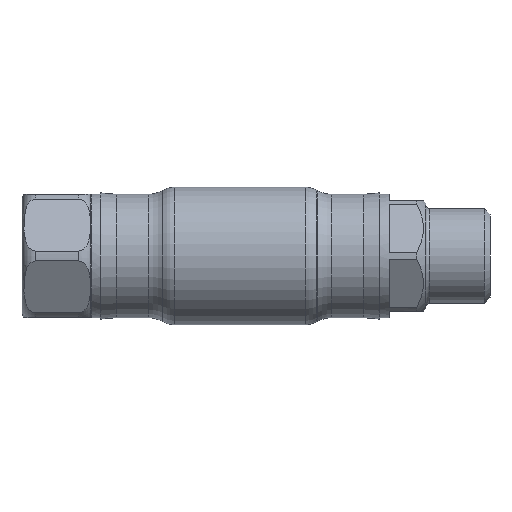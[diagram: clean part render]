
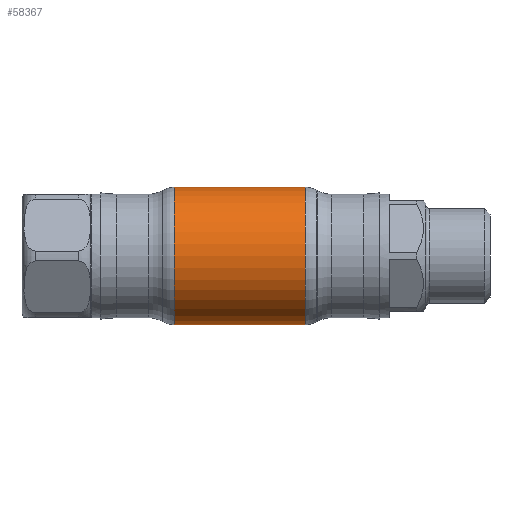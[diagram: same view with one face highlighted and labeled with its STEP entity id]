
A CAD part, front view. The second image highlights one B-rep face of the part: STEP entity #58367.
In plain terms, the highlighted cylindrical face has radius 15 mm (diameter 30 mm), a partial arc.
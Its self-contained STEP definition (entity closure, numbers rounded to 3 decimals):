
#1979 = CARTESIAN_POINT ( 'NONE',  ( 14.285, 0., -15. ) ) ;
#3069 = ORIENTED_EDGE ( 'NONE', *, *, #35613, .F. ) ;
#7646 = DIRECTION ( 'NONE',  ( -1., 0., 0. ) ) ;
#11245 = CARTESIAN_POINT ( 'NONE',  ( 14.285, 0., 15. ) ) ;
#15124 = VECTOR ( 'NONE', #35827, 1000. ) ;
#16327 = CYLINDRICAL_SURFACE ( 'NONE', #48602, 15. ) ;
#17093 = DIRECTION ( 'NONE',  ( -1., 0., 0. ) ) ;
#17620 = CARTESIAN_POINT ( 'NONE',  ( -62.69, 0., -15. ) ) ;
#18435 = EDGE_LOOP ( 'NONE', ( #34740, #20447, #48064, #3069 ) ) ;
#18942 = CARTESIAN_POINT ( 'NONE',  ( 14.285, 0., 0. ) ) ;
#19985 = CARTESIAN_POINT ( 'NONE',  ( -14.285, 0., 0. ) ) ;
#20447 = ORIENTED_EDGE ( 'NONE', *, *, #22711, .T. ) ;
#22471 = CARTESIAN_POINT ( 'NONE',  ( -14.285, 0., -15. ) ) ;
#22711 = EDGE_CURVE ( 'NONE', #26795, #32585, #38237, .T. ) ;
#26470 = DIRECTION ( 'NONE',  ( 0., 0., 1. ) ) ;
#26702 = CARTESIAN_POINT ( 'NONE',  ( -14.285, 0., 15. ) ) ;
#26795 = VERTEX_POINT ( 'NONE', #1979 ) ;
#28479 = VERTEX_POINT ( 'NONE', #22471 ) ;
#30059 = FACE_OUTER_BOUND ( 'NONE', #18435, .T. ) ;
#30532 = LINE ( 'NONE', #44238, #42335 ) ;
#32258 = CIRCLE ( 'NONE', #55132, 15. ) ;
#32585 = VERTEX_POINT ( 'NONE', #11245 ) ;
#34551 = CARTESIAN_POINT ( 'NONE',  ( -62.69, 0., 0. ) ) ;
#34740 = ORIENTED_EDGE ( 'NONE', *, *, #56444, .F. ) ;
#35613 = EDGE_CURVE ( 'NONE', #28479, #54242, #32258, .T. ) ;
#35827 = DIRECTION ( 'NONE',  ( -1., 0., 0. ) ) ;
#38237 = CIRCLE ( 'NONE', #48712, 15. ) ;
#38480 = EDGE_CURVE ( 'NONE', #32585, #54242, #30532, .T. ) ;
#42335 = VECTOR ( 'NONE', #17093, 1000. ) ;
#44238 = CARTESIAN_POINT ( 'NONE',  ( -62.69, 0., 15. ) ) ;
#45801 = DIRECTION ( 'NONE',  ( 0., 0., 1. ) ) ;
#47120 = DIRECTION ( 'NONE',  ( 0., 0., 1. ) ) ;
#48064 = ORIENTED_EDGE ( 'NONE', *, *, #38480, .T. ) ;
#48602 = AXIS2_PLACEMENT_3D ( 'NONE', #34551, #7646, #26470 ) ;
#48712 = AXIS2_PLACEMENT_3D ( 'NONE', #18942, #51168, #45801 ) ;
#51168 = DIRECTION ( 'NONE',  ( -1., 0., 0. ) ) ;
#51912 = DIRECTION ( 'NONE',  ( -1., 0., 0. ) ) ;
#54242 = VERTEX_POINT ( 'NONE', #26702 ) ;
#55132 = AXIS2_PLACEMENT_3D ( 'NONE', #19985, #51912, #47120 ) ;
#56444 = EDGE_CURVE ( 'NONE', #26795, #28479, #58567, .T. ) ;
#58367 = ADVANCED_FACE ( 'NONE', ( #30059 ), #16327, .T. ) ;
#58567 = LINE ( 'NONE', #17620, #15124 ) ;
